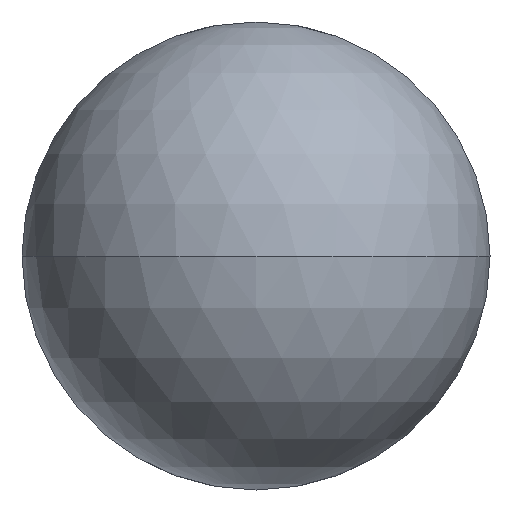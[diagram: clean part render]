
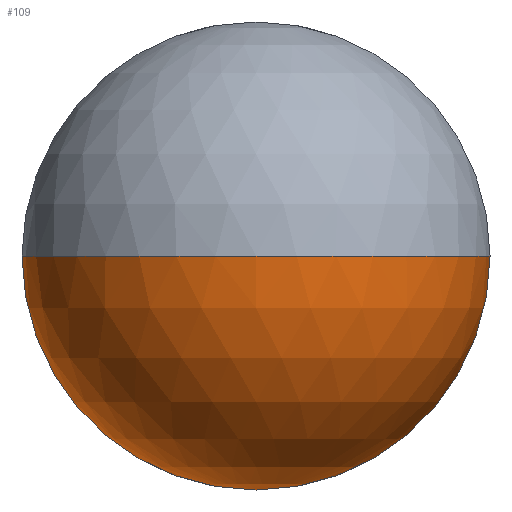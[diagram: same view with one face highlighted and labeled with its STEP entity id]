
A CAD part, front view. The second image highlights one B-rep face of the part: STEP entity #109.
In plain terms, the highlighted spherical face has radius 2.381 mm.
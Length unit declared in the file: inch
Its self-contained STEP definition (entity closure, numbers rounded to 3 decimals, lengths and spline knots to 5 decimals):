
#3 = CARTESIAN_POINT ( 'NONE',  ( 0.09375, 0.09375, 0. ) ) ;
#14 = DIRECTION ( 'NONE',  ( 0., 0., 1. ) ) ;
#23 = AXIS2_PLACEMENT_3D ( 'NONE', #343, #350, #122 ) ;
#33 = CIRCLE ( 'NONE', #469, 0.09375 ) ;
#36 = CARTESIAN_POINT ( 'NONE',  ( 0., 0.09375, -0.09375 ) ) ;
#39 = VERTEX_POINT ( 'NONE', #36 ) ;
#44 = CIRCLE ( 'NONE', #23, 0.09375 ) ;
#109 = ADVANCED_FACE ( 'NONE', ( #310 ), #416, .T. ) ;
#115 = DIRECTION ( 'NONE',  ( 0., 0., -1. ) ) ;
#122 = DIRECTION ( 'NONE',  ( 0., 0., -1. ) ) ;
#137 = CIRCLE ( 'NONE', #375, 0.09375 ) ;
#138 = CARTESIAN_POINT ( 'NONE',  ( 0., 0., 0. ) ) ;
#146 = DIRECTION ( 'NONE',  ( 0., 0., -1. ) ) ;
#148 = AXIS2_PLACEMENT_3D ( 'NONE', #463, #146, #451 ) ;
#152 = DIRECTION ( 'NONE',  ( -1., 0., 0. ) ) ;
#199 = VERTEX_POINT ( 'NONE', #3 ) ;
#210 = ORIENTED_EDGE ( 'NONE', *, *, #370, .T. ) ;
#217 = CARTESIAN_POINT ( 'NONE',  ( 0., 0.09375, 0. ) ) ;
#228 = CARTESIAN_POINT ( 'NONE',  ( -0.09375, 0.09375, 0. ) ) ;
#244 = VERTEX_POINT ( 'NONE', #228 ) ;
#249 = AXIS2_PLACEMENT_3D ( 'NONE', #217, #14, #250 ) ;
#250 = DIRECTION ( 'NONE',  ( 1., 0., 0. ) ) ;
#282 = DIRECTION ( 'NONE',  ( 0., -1., 0. ) ) ;
#310 = FACE_OUTER_BOUND ( 'NONE', #474, .T. ) ;
#343 = CARTESIAN_POINT ( 'NONE',  ( 0., 0.09375, 0. ) ) ;
#350 = DIRECTION ( 'NONE',  ( 0., -1., 0. ) ) ;
#352 = DIRECTION ( 'NONE',  ( 0., 0., -1. ) ) ;
#353 = EDGE_CURVE ( 'NONE', #39, #199, #44, .T. ) ;
#367 = ORIENTED_EDGE ( 'NONE', *, *, #353, .T. ) ;
#370 = EDGE_CURVE ( 'NONE', #244, #39, #137, .T. ) ;
#375 = AXIS2_PLACEMENT_3D ( 'NONE', #396, #282, #352 ) ;
#393 = EDGE_CURVE ( 'NONE', #199, #508, #33, .T. ) ;
#396 = CARTESIAN_POINT ( 'NONE',  ( 0., 0.09375, 0. ) ) ;
#416 = SPHERICAL_SURFACE ( 'NONE', #148, 0.09375 ) ;
#439 = EDGE_CURVE ( 'NONE', #244, #508, #523, .T. ) ;
#451 = DIRECTION ( 'NONE',  ( -1., 0., 0. ) ) ;
#463 = CARTESIAN_POINT ( 'NONE',  ( 0., 0.09375, 0. ) ) ;
#469 = AXIS2_PLACEMENT_3D ( 'NONE', #520, #115, #152 ) ;
#473 = ORIENTED_EDGE ( 'NONE', *, *, #393, .T. ) ;
#474 = EDGE_LOOP ( 'NONE', ( #210, #367, #473, #488 ) ) ;
#488 = ORIENTED_EDGE ( 'NONE', *, *, #439, .F. ) ;
#508 = VERTEX_POINT ( 'NONE', #138 ) ;
#520 = CARTESIAN_POINT ( 'NONE',  ( 0., 0.09375, 0. ) ) ;
#523 = CIRCLE ( 'NONE', #249, 0.09375 ) ;
